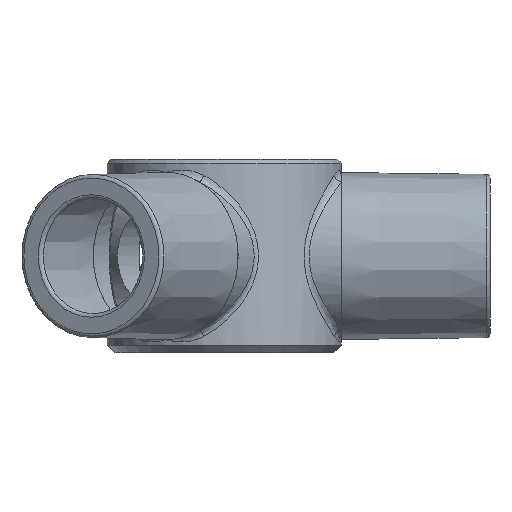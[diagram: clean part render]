
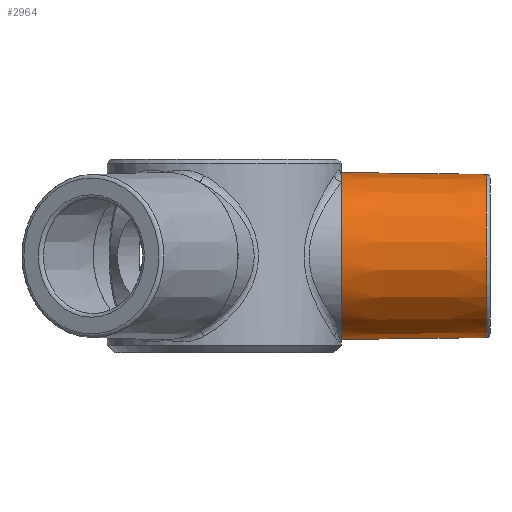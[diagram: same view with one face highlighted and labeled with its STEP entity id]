
A CAD part, front view. The second image highlights one B-rep face of the part: STEP entity #2964.
In plain terms, the highlighted conical face has half-angle 0.72 degrees and reference radius 11.103 mm.
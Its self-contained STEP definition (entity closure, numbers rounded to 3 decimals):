
#30=CONICAL_SURFACE('',#3140,11.103,0.013);
#264=CIRCLE('',#3137,10.984);
#266=CIRCLE('',#3139,10.984);
#267=CIRCLE('',#3141,11.229);
#268=CIRCLE('',#3142,11.229);
#433=FACE_OUTER_BOUND('',#615,.T.);
#615=EDGE_LOOP('',(#2760,#2761,#2762,#2763,#2764,#2765));
#975=LINE('',#9392,#1114);
#1114=VECTOR('',#3598,11.103);
#1410=VERTEX_POINT('',#9382);
#1411=VERTEX_POINT('',#9383);
#1412=VERTEX_POINT('',#9388);
#1413=VERTEX_POINT('',#9389);
#1861=EDGE_CURVE('',#1410,#1411,#264,.T.);
#1863=EDGE_CURVE('',#1411,#1410,#266,.T.);
#1864=EDGE_CURVE('',#1412,#1413,#267,.T.);
#1865=EDGE_CURVE('',#1413,#1412,#268,.T.);
#1866=EDGE_CURVE('',#1413,#1411,#975,.T.);
#2760=ORIENTED_EDGE('',*,*,#1864,.F.);
#2761=ORIENTED_EDGE('',*,*,#1865,.F.);
#2762=ORIENTED_EDGE('',*,*,#1866,.T.);
#2763=ORIENTED_EDGE('',*,*,#1861,.F.);
#2764=ORIENTED_EDGE('',*,*,#1863,.F.);
#2765=ORIENTED_EDGE('',*,*,#1866,.F.);
#2964=ADVANCED_FACE('',(#433),#30,.T.);
#3137=AXIS2_PLACEMENT_3D('',#9384,#3586,#3587);
#3139=AXIS2_PLACEMENT_3D('',#9386,#3590,#3591);
#3140=AXIS2_PLACEMENT_3D('',#9387,#3592,#3593);
#3141=AXIS2_PLACEMENT_3D('',#9390,#3594,#3595);
#3142=AXIS2_PLACEMENT_3D('',#9391,#3596,#3597);
#3586=DIRECTION('center_axis',(1.,0.,0.));
#3587=DIRECTION('ref_axis',(0.,0.,-1.));
#3590=DIRECTION('center_axis',(1.,0.,0.));
#3591=DIRECTION('ref_axis',(0.,0.,-1.));
#3592=DIRECTION('center_axis',(-1.,0.,0.));
#3593=DIRECTION('ref_axis',(0.,0.,1.));
#3594=DIRECTION('center_axis',(-1.,0.,0.));
#3595=DIRECTION('ref_axis',(0.,0.,1.));
#3596=DIRECTION('center_axis',(-1.,0.,0.));
#3597=DIRECTION('ref_axis',(0.,0.,1.));
#3598=DIRECTION('',(1.,0.,0.013));
#9382=CARTESIAN_POINT('',(35.256,0.,10.984));
#9383=CARTESIAN_POINT('',(35.256,0.,-10.984));
#9384=CARTESIAN_POINT('Origin',(35.256,0.,
0.));
#9386=CARTESIAN_POINT('Origin',(35.256,0.,
0.));
#9387=CARTESIAN_POINT('Origin',(25.75,0.,0.));
#9388=CARTESIAN_POINT('',(15.75,0.,11.229));
#9389=CARTESIAN_POINT('',(15.75,0.,-11.229));
#9390=CARTESIAN_POINT('Origin',(15.75,0.,0.));
#9391=CARTESIAN_POINT('Origin',(15.75,0.,0.));
#9392=CARTESIAN_POINT('',(25.75,0.,-11.103));
